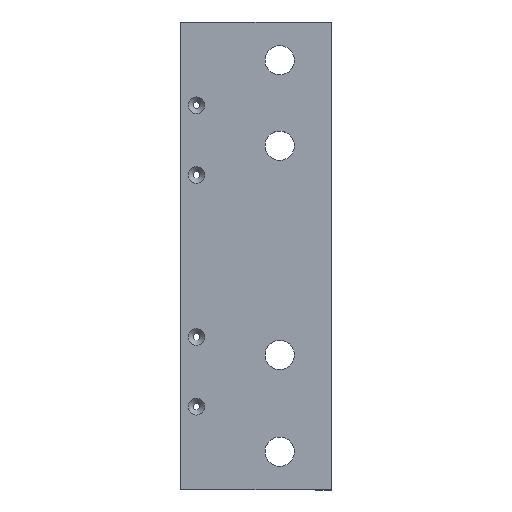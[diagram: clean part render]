
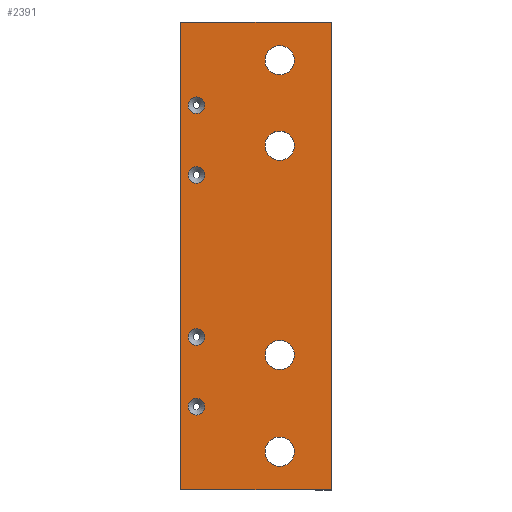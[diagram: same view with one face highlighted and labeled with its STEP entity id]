
A CAD part, top view. The second image highlights one B-rep face of the part: STEP entity #2391.
In plain terms, the highlighted planar face has unit normal (0, 0, 1).
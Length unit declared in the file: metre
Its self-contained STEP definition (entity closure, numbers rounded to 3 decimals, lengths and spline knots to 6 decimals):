
#29=LINE('',#3192,#323);
#79=LINE('',#3312,#373);
#166=LINE('',#3496,#460);
#178=LINE('',#3520,#472);
#323=VECTOR('',#2588,1.);
#373=VECTOR('',#2678,1.);
#460=VECTOR('',#2805,1.);
#472=VECTOR('',#2825,1.);
#1213=ORIENTED_EDGE('',*,*,#1581,.T.);
#1214=ORIENTED_EDGE('',*,*,#1582,.T.);
#1215=ORIENTED_EDGE('',*,*,#1583,.F.);
#1216=ORIENTED_EDGE('',*,*,#1584,.F.);
#1217=ORIENTED_EDGE('',*,*,#1432,.F.);
#1218=ORIENTED_EDGE('',*,*,#1327,.T.);
#1219=ORIENTED_EDGE('',*,*,#1270,.T.);
#1220=ORIENTED_EDGE('',*,*,#1419,.T.);
#1221=ORIENTED_EDGE('',*,*,#1585,.T.);
#1222=ORIENTED_EDGE('',*,*,#1586,.T.);
#1223=ORIENTED_EDGE('',*,*,#1587,.F.);
#1224=ORIENTED_EDGE('',*,*,#1588,.F.);
#1270=EDGE_CURVE('',#1594,#1595,#29,.T.);
#1327=EDGE_CURVE('',#1644,#1594,#79,.T.);
#1419=EDGE_CURVE('',#1595,#1719,#166,.T.);
#1432=EDGE_CURVE('',#1644,#1719,#178,.T.);
#1581=EDGE_CURVE('',#1799,#1799,#1829,.T.);
#1582=EDGE_CURVE('',#1800,#1800,#1830,.T.);
#1583=EDGE_CURVE('',#1801,#1801,#1831,.F.);
#1584=EDGE_CURVE('',#1802,#1802,#1832,.F.);
#1585=EDGE_CURVE('',#1803,#1803,#1833,.T.);
#1586=EDGE_CURVE('',#1804,#1804,#1834,.T.);
#1587=EDGE_CURVE('',#1805,#1805,#1835,.F.);
#1588=EDGE_CURVE('',#1806,#1806,#1836,.F.);
#1594=VERTEX_POINT('',#3193);
#1595=VERTEX_POINT('',#3194);
#1644=VERTEX_POINT('',#3313);
#1719=VERTEX_POINT('',#3494);
#1799=VERTEX_POINT('',#3819);
#1800=VERTEX_POINT('',#3821);
#1801=VERTEX_POINT('',#3823);
#1802=VERTEX_POINT('',#3825);
#1803=VERTEX_POINT('',#3827);
#1804=VERTEX_POINT('',#3829);
#1805=VERTEX_POINT('',#3831);
#1806=VERTEX_POINT('',#3833);
#1829=CIRCLE('',#2552,0.0065);
#1830=CIRCLE('',#2553,0.0065);
#1831=CIRCLE('',#2554,0.0037);
#1832=CIRCLE('',#2555,0.0037);
#1833=CIRCLE('',#2556,0.0065);
#1834=CIRCLE('',#2557,0.0065);
#1835=CIRCLE('',#2558,0.0037);
#1836=CIRCLE('',#2559,0.0037);
#1974=EDGE_LOOP('',(#1213));
#1975=EDGE_LOOP('',(#1214));
#1976=EDGE_LOOP('',(#1215));
#1977=EDGE_LOOP('',(#1216));
#1978=EDGE_LOOP('',(#1217,#1218,#1219,#1220));
#1979=EDGE_LOOP('',(#1221));
#1980=EDGE_LOOP('',(#1222));
#1981=EDGE_LOOP('',(#1223));
#1982=EDGE_LOOP('',(#1224));
#2142=FACE_BOUND('',#1974,.T.);
#2143=FACE_BOUND('',#1975,.T.);
#2144=FACE_BOUND('',#1976,.T.);
#2145=FACE_BOUND('',#1977,.T.);
#2146=FACE_BOUND('',#1978,.T.);
#2147=FACE_BOUND('',#1979,.T.);
#2148=FACE_BOUND('',#1980,.T.);
#2149=FACE_BOUND('',#1981,.T.);
#2150=FACE_BOUND('',#1982,.T.);
#2274=PLANE('',#2551);
#2391=ADVANCED_FACE('',(#2142,#2143,#2144,#2145,#2146,#2147,#2148,#2149,
#2150),#2274,.T.);
#2551=AXIS2_PLACEMENT_3D('',#3817,#3134,#3135);
#2552=AXIS2_PLACEMENT_3D('',#3818,#3136,#3137);
#2553=AXIS2_PLACEMENT_3D('',#3820,#3138,#3139);
#2554=AXIS2_PLACEMENT_3D('',#3822,#3140,#3141);
#2555=AXIS2_PLACEMENT_3D('',#3824,#3142,#3143);
#2556=AXIS2_PLACEMENT_3D('',#3826,#3144,#3145);
#2557=AXIS2_PLACEMENT_3D('',#3828,#3146,#3147);
#2558=AXIS2_PLACEMENT_3D('',#3830,#3148,#3149);
#2559=AXIS2_PLACEMENT_3D('',#3832,#3150,#3151);
#2588=DIRECTION('',(0.,1.,0.));
#2678=DIRECTION('',(1.,0.,0.));
#2805=DIRECTION('',(-1.,0.,0.));
#2825=DIRECTION('',(0.,1.,0.));
#3134=DIRECTION('',(0.,0.,1.));
#3135=DIRECTION('',(-1.,0.,0.));
#3136=DIRECTION('',(0.,0.,-1.));
#3137=DIRECTION('',(-1.,0.,0.));
#3138=DIRECTION('',(0.,0.,-1.));
#3139=DIRECTION('',(-1.,0.,0.));
#3140=DIRECTION('',(0.,0.,-1.));
#3141=DIRECTION('',(-1.,0.,0.));
#3142=DIRECTION('',(0.,0.,-1.));
#3143=DIRECTION('',(-1.,0.,0.));
#3144=DIRECTION('',(0.,0.,-1.));
#3145=DIRECTION('',(-1.,0.,0.));
#3146=DIRECTION('',(0.,0.,-1.));
#3147=DIRECTION('',(-1.,0.,0.));
#3148=DIRECTION('',(0.,0.,-1.));
#3149=DIRECTION('',(-1.,0.,0.));
#3150=DIRECTION('',(0.,0.,-1.));
#3151=DIRECTION('',(-1.,0.,0.));
#3192=CARTESIAN_POINT('',(0.,0.039228,-0.051652));
#3193=CARTESIAN_POINT('',(0.,-0.064772,-0.051652));
#3194=CARTESIAN_POINT('',(0.,0.143228,-0.051652));
#3312=CARTESIAN_POINT('',(0.,-0.064772,-0.051652));
#3313=CARTESIAN_POINT('',(-0.067,-0.064772,-0.051652));
#3494=CARTESIAN_POINT('',(-0.067,0.143228,-0.051652));
#3496=CARTESIAN_POINT('',(-0.007,0.143228,-0.051652));
#3520=CARTESIAN_POINT('',(-0.067,0.039228,-0.051652));
#3817=CARTESIAN_POINT('',(-0.007,0.039228,-0.051652));
#3818=CARTESIAN_POINT('',(-0.022963,0.088228,-0.051652));
#3819=CARTESIAN_POINT('',(-0.029463,0.088228,-0.051652));
#3820=CARTESIAN_POINT('',(-0.022963,0.126228,-0.051652));
#3821=CARTESIAN_POINT('',(-0.029463,0.126228,-0.051652));
#3822=CARTESIAN_POINT('',(-0.06,0.106228,-0.051652));
#3823=CARTESIAN_POINT('',(-0.0637,0.106228,-0.051652));
#3824=CARTESIAN_POINT('',(-0.06,0.075228,-0.051652));
#3825=CARTESIAN_POINT('',(-0.0637,0.075228,-0.051652));
#3826=CARTESIAN_POINT('',(-0.022963,-0.047772,-0.051652));
#3827=CARTESIAN_POINT('',(-0.029463,-0.047772,-0.051652));
#3828=CARTESIAN_POINT('',(-0.022963,-0.004772,-0.051652));
#3829=CARTESIAN_POINT('',(-0.029463,-0.004772,-0.051652));
#3830=CARTESIAN_POINT('',(-0.06,0.003228,-0.051652));
#3831=CARTESIAN_POINT('',(-0.0637,0.003228,-0.051652));
#3832=CARTESIAN_POINT('',(-0.06,-0.027772,-0.051652));
#3833=CARTESIAN_POINT('',(-0.0637,-0.027772,-0.051652));
